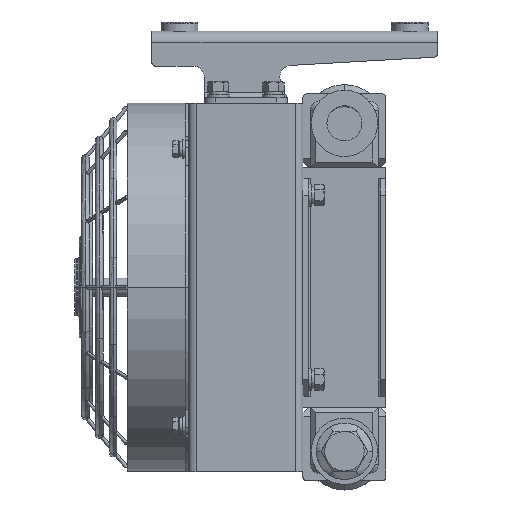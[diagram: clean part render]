
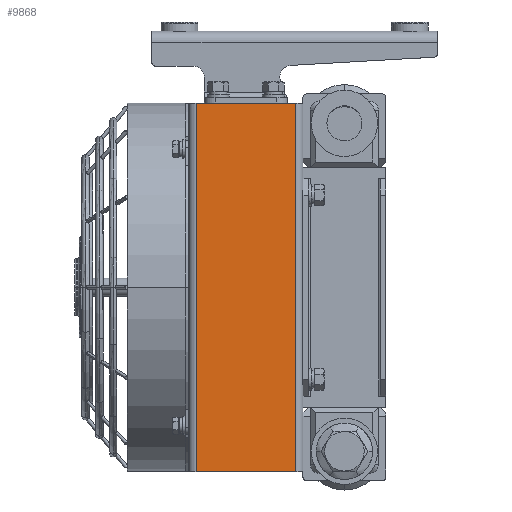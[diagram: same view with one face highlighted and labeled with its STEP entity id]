
A CAD part, front view. The second image highlights one B-rep face of the part: STEP entity #9868.
In plain terms, the highlighted face is planar.
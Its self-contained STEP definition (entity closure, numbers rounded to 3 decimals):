
#206 = CARTESIAN_POINT ( 'NONE',  ( -2., 0., 0. ) ) ;
#1548 = EDGE_LOOP ( 'NONE', ( #13019, #36888, #18914, #36621 ) ) ;
#4458 = DIRECTION ( 'NONE',  ( 0., 0., -1. ) ) ;
#7725 = VERTEX_POINT ( 'NONE', #36919 ) ;
#8750 = CARTESIAN_POINT ( 'NONE',  ( -2., -56., 0. ) ) ;
#9868 = ADVANCED_FACE ( 'NONE', ( #10027 ), #24827, .T. ) ;
#10027 = FACE_OUTER_BOUND ( 'NONE', #1548, .T. ) ;
#11481 = DIRECTION ( 'NONE',  ( 0., 1., 0. ) ) ;
#12228 = LINE ( 'NONE', #17495, #12550 ) ;
#12550 = VECTOR ( 'NONE', #26293, 1000. ) ;
#13019 = ORIENTED_EDGE ( 'NONE', *, *, #32615, .F. ) ;
#13187 = DIRECTION ( 'NONE',  ( -1., 0., 0. ) ) ;
#13205 = DIRECTION ( 'NONE',  ( 0., 0., 1. ) ) ;
#13624 = VECTOR ( 'NONE', #4458, 1000. ) ;
#17015 = VERTEX_POINT ( 'NONE', #18235 ) ;
#17495 = CARTESIAN_POINT ( 'NONE',  ( -2., 0., 200. ) ) ;
#18235 = CARTESIAN_POINT ( 'NONE',  ( -2., -56., 200. ) ) ;
#18914 = ORIENTED_EDGE ( 'NONE', *, *, #18969, .T. ) ;
#18969 = EDGE_CURVE ( 'NONE', #17015, #7725, #12228, .T. ) ;
#19955 = VERTEX_POINT ( 'NONE', #8750 ) ;
#21188 = LINE ( 'NONE', #32817, #13624 ) ;
#21466 = CARTESIAN_POINT ( 'NONE',  ( -2., 0., 200. ) ) ;
#22545 = LINE ( 'NONE', #206, #30639 ) ;
#24629 = DIRECTION ( 'NONE',  ( 0., -1., 0. ) ) ;
#24827 = PLANE ( 'NONE',  #36021 ) ;
#26293 = DIRECTION ( 'NONE',  ( 0., 1., 0. ) ) ;
#26437 = EDGE_CURVE ( 'NONE', #17015, #19955, #21188, .T. ) ;
#29840 = CARTESIAN_POINT ( 'NONE',  ( -2., -2., 0. ) ) ;
#30466 = LINE ( 'NONE', #35906, #36038 ) ;
#30639 = VECTOR ( 'NONE', #11481, 1000. ) ;
#32615 = EDGE_CURVE ( 'NONE', #19955, #37090, #22545, .T. ) ;
#32817 = CARTESIAN_POINT ( 'NONE',  ( -2., -56., 200. ) ) ;
#34656 = EDGE_CURVE ( 'NONE', #37090, #7725, #30466, .T. ) ;
#35906 = CARTESIAN_POINT ( 'NONE',  ( -2., -2., 200. ) ) ;
#36021 = AXIS2_PLACEMENT_3D ( 'NONE', #21466, #13187, #24629 ) ;
#36038 = VECTOR ( 'NONE', #13205, 1000. ) ;
#36621 = ORIENTED_EDGE ( 'NONE', *, *, #34656, .F. ) ;
#36888 = ORIENTED_EDGE ( 'NONE', *, *, #26437, .F. ) ;
#36919 = CARTESIAN_POINT ( 'NONE',  ( -2., -2., 200. ) ) ;
#37090 = VERTEX_POINT ( 'NONE', #29840 ) ;
